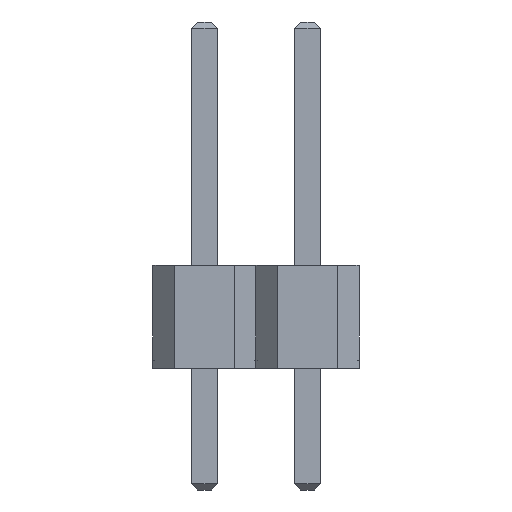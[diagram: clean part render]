
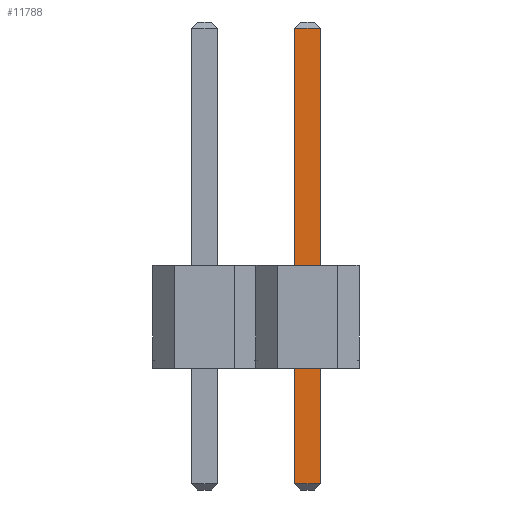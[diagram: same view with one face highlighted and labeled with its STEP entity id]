
A CAD part, left-side view. The second image highlights one B-rep face of the part: STEP entity #11788.
In plain terms, the highlighted planar face has unit normal (-1, 0, 0).
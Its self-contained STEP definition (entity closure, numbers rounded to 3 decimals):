
#11672 = EDGE_CURVE('',#11673,#11675,#11677,.T.);
#11673 = VERTEX_POINT('',#11674);
#11674 = CARTESIAN_POINT('',(-0.32,0.32,-2.85));
#11675 = VERTEX_POINT('',#11676);
#11676 = CARTESIAN_POINT('',(-0.32,0.32,8.39));
#11677 = SURFACE_CURVE('',#11678,(#11682,#11694),.PCURVE_S1.);
#11678 = LINE('',#11679,#11680);
#11679 = CARTESIAN_POINT('',(-0.32,0.32,-3.));
#11680 = VECTOR('',#11681,1.);
#11681 = DIRECTION('',(0.,0.,1.));
#11682 = PCURVE('',#11683,#11688);
#11683 = PLANE('',#11684);
#11684 = AXIS2_PLACEMENT_3D('',#11685,#11686,#11687);
#11685 = CARTESIAN_POINT('',(-0.32,0.32,-3.));
#11686 = DIRECTION('',(0.,1.,0.));
#11687 = DIRECTION('',(1.,0.,0.));
#11688 = DEFINITIONAL_REPRESENTATION('',(#11689),#11693);
#11689 = LINE('',#11690,#11691);
#11690 = CARTESIAN_POINT('',(0.,0.));
#11691 = VECTOR('',#11692,1.);
#11692 = DIRECTION('',(0.,-1.));
#11693 = ( GEOMETRIC_REPRESENTATION_CONTEXT(2) 
PARAMETRIC_REPRESENTATION_CONTEXT() REPRESENTATION_CONTEXT('2D SPACE',''
  ) );
#11694 = PCURVE('',#11695,#11700);
#11695 = PLANE('',#11696);
#11696 = AXIS2_PLACEMENT_3D('',#11697,#11698,#11699);
#11697 = CARTESIAN_POINT('',(-0.32,-0.32,-3.));
#11698 = DIRECTION('',(-1.,0.,0.));
#11699 = DIRECTION('',(0.,1.,0.));
#11700 = DEFINITIONAL_REPRESENTATION('',(#11701),#11705);
#11701 = LINE('',#11702,#11703);
#11702 = CARTESIAN_POINT('',(0.64,0.));
#11703 = VECTOR('',#11704,1.);
#11704 = DIRECTION('',(0.,-1.));
#11705 = ( GEOMETRIC_REPRESENTATION_CONTEXT(2) 
PARAMETRIC_REPRESENTATION_CONTEXT() REPRESENTATION_CONTEXT('2D SPACE',''
  ) );
#11788 = ADVANCED_FACE('',(#11789),#11695,.T.);
#11789 = FACE_BOUND('',#11790,.T.);
#11790 = EDGE_LOOP('',(#11791,#11821,#11847,#11848));
#11791 = ORIENTED_EDGE('',*,*,#11792,.T.);
#11792 = EDGE_CURVE('',#11793,#11795,#11797,.T.);
#11793 = VERTEX_POINT('',#11794);
#11794 = CARTESIAN_POINT('',(-0.32,-0.32,-2.85));
#11795 = VERTEX_POINT('',#11796);
#11796 = CARTESIAN_POINT('',(-0.32,-0.32,8.39));
#11797 = SURFACE_CURVE('',#11798,(#11802,#11809),.PCURVE_S1.);
#11798 = LINE('',#11799,#11800);
#11799 = CARTESIAN_POINT('',(-0.32,-0.32,-3.));
#11800 = VECTOR('',#11801,1.);
#11801 = DIRECTION('',(0.,0.,1.));
#11802 = PCURVE('',#11695,#11803);
#11803 = DEFINITIONAL_REPRESENTATION('',(#11804),#11808);
#11804 = LINE('',#11805,#11806);
#11805 = CARTESIAN_POINT('',(0.,0.));
#11806 = VECTOR('',#11807,1.);
#11807 = DIRECTION('',(0.,-1.));
#11808 = ( GEOMETRIC_REPRESENTATION_CONTEXT(2) 
PARAMETRIC_REPRESENTATION_CONTEXT() REPRESENTATION_CONTEXT('2D SPACE',''
  ) );
#11809 = PCURVE('',#11810,#11815);
#11810 = PLANE('',#11811);
#11811 = AXIS2_PLACEMENT_3D('',#11812,#11813,#11814);
#11812 = CARTESIAN_POINT('',(0.32,-0.32,-3.));
#11813 = DIRECTION('',(0.,-1.,0.));
#11814 = DIRECTION('',(-1.,0.,0.));
#11815 = DEFINITIONAL_REPRESENTATION('',(#11816),#11820);
#11816 = LINE('',#11817,#11818);
#11817 = CARTESIAN_POINT('',(0.64,0.));
#11818 = VECTOR('',#11819,1.);
#11819 = DIRECTION('',(0.,-1.));
#11820 = ( GEOMETRIC_REPRESENTATION_CONTEXT(2) 
PARAMETRIC_REPRESENTATION_CONTEXT() REPRESENTATION_CONTEXT('2D SPACE',''
  ) );
#11821 = ORIENTED_EDGE('',*,*,#11822,.T.);
#11822 = EDGE_CURVE('',#11795,#11675,#11823,.T.);
#11823 = SURFACE_CURVE('',#11824,(#11828,#11835),.PCURVE_S1.);
#11824 = LINE('',#11825,#11826);
#11825 = CARTESIAN_POINT('',(-0.32,-0.32,8.39));
#11826 = VECTOR('',#11827,1.);
#11827 = DIRECTION('',(0.,1.,0.));
#11828 = PCURVE('',#11695,#11829);
#11829 = DEFINITIONAL_REPRESENTATION('',(#11830),#11834);
#11830 = LINE('',#11831,#11832);
#11831 = CARTESIAN_POINT('',(0.,-11.39));
#11832 = VECTOR('',#11833,1.);
#11833 = DIRECTION('',(1.,0.));
#11834 = ( GEOMETRIC_REPRESENTATION_CONTEXT(2) 
PARAMETRIC_REPRESENTATION_CONTEXT() REPRESENTATION_CONTEXT('2D SPACE',''
  ) );
#11835 = PCURVE('',#11836,#11841);
#11836 = PLANE('',#11837);
#11837 = AXIS2_PLACEMENT_3D('',#11838,#11839,#11840);
#11838 = CARTESIAN_POINT('',(-0.245,-0.32,8.465));
#11839 = DIRECTION('',(-0.707,0.,
    0.707));
#11840 = DIRECTION('',(0.,-1.,0.));
#11841 = DEFINITIONAL_REPRESENTATION('',(#11842),#11846);
#11842 = LINE('',#11843,#11844);
#11843 = CARTESIAN_POINT('',(0.,-0.106));
#11844 = VECTOR('',#11845,1.);
#11845 = DIRECTION('',(-1.,0.));
#11846 = ( GEOMETRIC_REPRESENTATION_CONTEXT(2) 
PARAMETRIC_REPRESENTATION_CONTEXT() REPRESENTATION_CONTEXT('2D SPACE',''
  ) );
#11847 = ORIENTED_EDGE('',*,*,#11672,.F.);
#11848 = ORIENTED_EDGE('',*,*,#11849,.F.);
#11849 = EDGE_CURVE('',#11793,#11673,#11850,.T.);
#11850 = SURFACE_CURVE('',#11851,(#11855,#11862),.PCURVE_S1.);
#11851 = LINE('',#11852,#11853);
#11852 = CARTESIAN_POINT('',(-0.32,-0.32,-2.85));
#11853 = VECTOR('',#11854,1.);
#11854 = DIRECTION('',(0.,1.,0.));
#11855 = PCURVE('',#11695,#11856);
#11856 = DEFINITIONAL_REPRESENTATION('',(#11857),#11861);
#11857 = LINE('',#11858,#11859);
#11858 = CARTESIAN_POINT('',(0.,-0.15));
#11859 = VECTOR('',#11860,1.);
#11860 = DIRECTION('',(1.,0.));
#11861 = ( GEOMETRIC_REPRESENTATION_CONTEXT(2) 
PARAMETRIC_REPRESENTATION_CONTEXT() REPRESENTATION_CONTEXT('2D SPACE',''
  ) );
#11862 = PCURVE('',#11863,#11868);
#11863 = PLANE('',#11864);
#11864 = AXIS2_PLACEMENT_3D('',#11865,#11866,#11867);
#11865 = CARTESIAN_POINT('',(-0.245,-0.32,-2.925));
#11866 = DIRECTION('',(0.707,0.,0.707));
#11867 = DIRECTION('',(0.,-1.,0.));
#11868 = DEFINITIONAL_REPRESENTATION('',(#11869),#11873);
#11869 = LINE('',#11870,#11871);
#11870 = CARTESIAN_POINT('',(0.,-0.106));
#11871 = VECTOR('',#11872,1.);
#11872 = DIRECTION('',(-1.,0.));
#11873 = ( GEOMETRIC_REPRESENTATION_CONTEXT(2) 
PARAMETRIC_REPRESENTATION_CONTEXT() REPRESENTATION_CONTEXT('2D SPACE',''
  ) );
